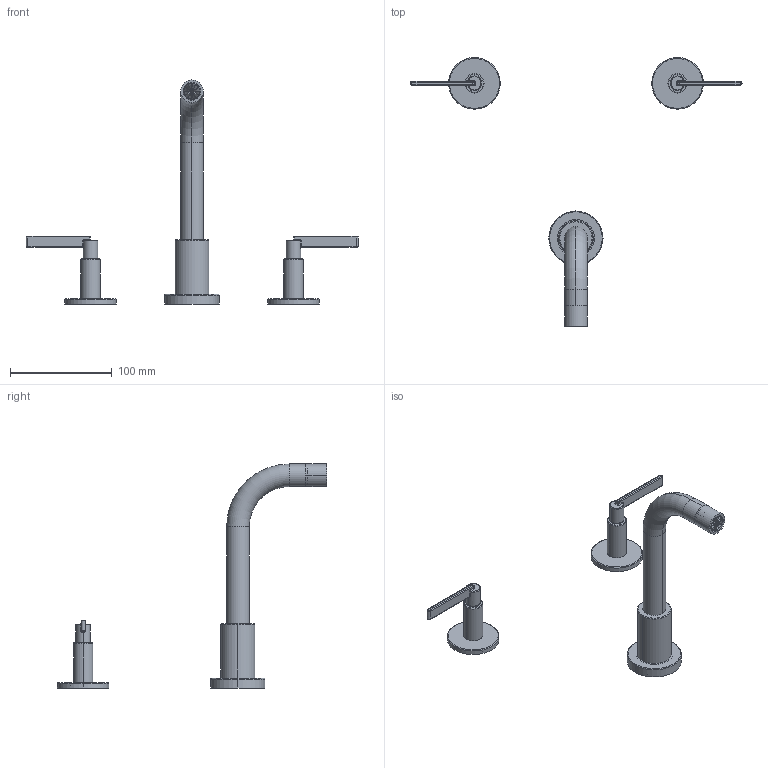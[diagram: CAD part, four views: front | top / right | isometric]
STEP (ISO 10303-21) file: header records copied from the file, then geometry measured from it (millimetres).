
FILE_DESCRIPTION((''),'2;1');
FILE_NAME('3-3325_ASM','2020-09-14T11:30:51',('jinson.thomas'),(''),'CREO PARAMETRIC BY PTC INC, 2018400','CREO PARAMETRIC BY PTC INC, 2018400','');
FILE_SCHEMA(('CONFIG_CONTROL_DESIGN'));
Length unit declared in the file: inch
Products named in the file (16): 13532; 20-565_ASM; 13533; 13534; 20-566_ASM; 3-721_ASM; 13414; 10624; 20-533_ASM; 13538; 20-570_ASM; 10913; 91330; 2-403_ASM; 3-724_ASM; 3-3325_ASM
Assembly tree (16 placements, depth 4):
  3-3325_ASM
    3-721_ASM  x2
      20-565_ASM
        13532
      20-566_ASM
        13533
        13534
    3-724_ASM
      20-533_ASM
        13414
        10624
      20-570_ASM
        13538
      2-403_ASM
        10913
        91330
Bounding box: 327.02 x 265.18 x 220.66 mm (x, y, z)
Volume: 93531.2 mm3; surface area: 78831.2 mm2
Topology: 11 solids, 11 shells, 634 faces, 1662 edges, 1064 vertices
Faces by surface type: cylinder 299, plane 188, bspline 82, cone 33, torus 32
Entity records: 28198 total; most frequent: CARTESIAN_POINT 17354, ORIENTED_EDGE 2308, DIRECTION 2073, EDGE_CURVE 1154, AXIS2_PLACEMENT_3D 790, VERTEX_POINT 742, VECTOR 493, LINE 493
